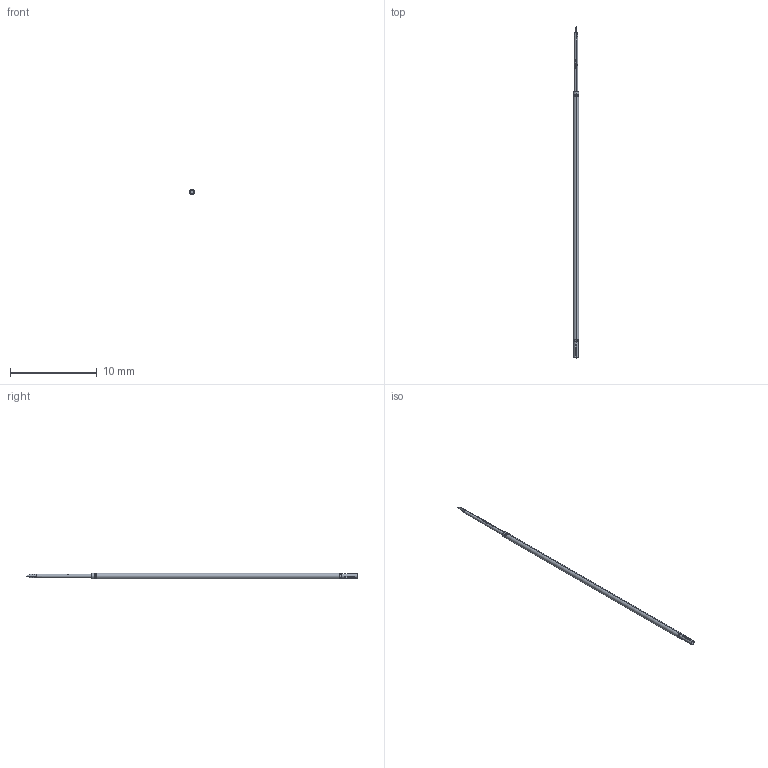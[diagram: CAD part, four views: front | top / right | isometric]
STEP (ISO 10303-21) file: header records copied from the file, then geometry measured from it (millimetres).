
FILE_DESCRIPTION (( 'STEP AP203' ), '1' );
FILE_NAME ('INGUN_S-031_291_040_A_xx00_S.STEP', '2022-01-27T10:39:18', ( 'ochi' ), ( '' ), 'SwSTEP 2.0', 'SolidWorks 2018', '' );
FILE_SCHEMA (( 'CONFIG_CONTROL_DESIGN' ));
Length unit declared in the file: millimetre
Products named in the file (1): INGUN_S-031_291_040_A_xx00_S
Bounding box: 0.62 x 38.35 x 0.62 mm (x, y, z)
Volume: 9.7 mm3; surface area: 71.5 mm2
Topology: 1 solids, 1 shells, 152 faces, 408 edges, 265 vertices
Faces by surface type: plane 53, bspline 46, cylinder 43, torus 10
Entity records: 5949 total; most frequent: CARTESIAN_POINT 2366, ORIENTED_EDGE 816, DIRECTION 634, EDGE_CURVE 408, VERTEX_POINT 265, AXIS2_PLACEMENT_3D 257, EDGE_LOOP 159, ADVANCED_FACE 152
